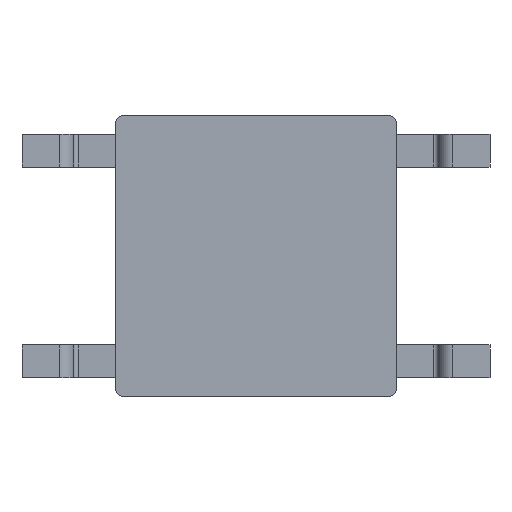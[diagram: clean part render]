
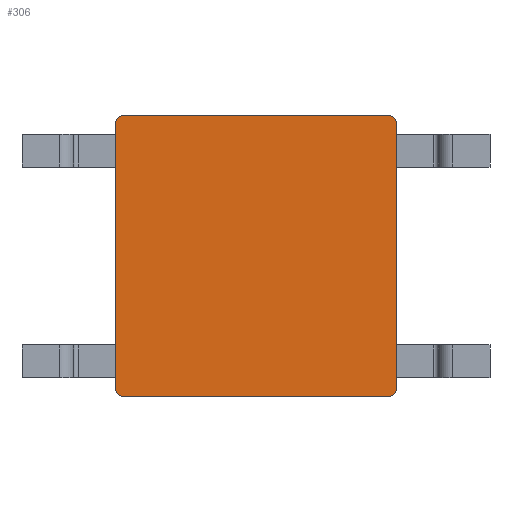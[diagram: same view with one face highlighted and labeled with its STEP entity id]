
A CAD part, front view. The second image highlights one B-rep face of the part: STEP entity #306.
In plain terms, the highlighted planar face has unit normal (0, -1, 0).
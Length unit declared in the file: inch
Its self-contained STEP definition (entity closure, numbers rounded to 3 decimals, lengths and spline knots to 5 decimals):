
#11 = CARTESIAN_POINT ( 'NONE',  ( 0.11811, 0., -0.1122 ) ) ;
#16 = ORIENTED_EDGE ( 'NONE', *, *, #1668, .F. ) ;
#42 = EDGE_CURVE ( 'NONE', #2725, #1090, #1487, .T. ) ;
#43 = CARTESIAN_POINT ( 'NONE',  ( 0.1122, 0., -0.1122 ) ) ;
#104 = DIRECTION ( 'NONE',  ( 0., 0., 1. ) ) ;
#108 = VECTOR ( 'NONE', #687, 39.37008 ) ;
#135 = VECTOR ( 'NONE', #1281, 39.37008 ) ;
#168 = LINE ( 'NONE', #3252, #2028 ) ;
#215 = EDGE_LOOP ( 'NONE', ( #1472, #921, #1405, #2561, #3558, #1029, #16, #1439 ) ) ;
#264 = VERTEX_POINT ( 'NONE', #11 ) ;
#278 = EDGE_CURVE ( 'NONE', #1210, #264, #3173, .T. ) ;
#290 = CIRCLE ( 'NONE', #1726, 0.00591 ) ;
#306 = ADVANCED_FACE ( 'NONE', ( #1376 ), #2711, .F. ) ;
#345 = CARTESIAN_POINT ( 'NONE',  ( 0.1122, 0., 0.11811 ) ) ;
#383 = EDGE_CURVE ( 'NONE', #1119, #1432, #2522, .T. ) ;
#495 = EDGE_CURVE ( 'NONE', #1005, #1090, #3451, .T. ) ;
#528 = CARTESIAN_POINT ( 'NONE',  ( 0., 0., 0. ) ) ;
#536 = CARTESIAN_POINT ( 'NONE',  ( -0.11811, 0., 0.11811 ) ) ;
#538 = CARTESIAN_POINT ( 'NONE',  ( 0.11811, 0., 0.1122 ) ) ;
#660 = CARTESIAN_POINT ( 'NONE',  ( 0.1122, 0., -0.11811 ) ) ;
#687 = DIRECTION ( 'NONE',  ( 0., 0., 1. ) ) ;
#738 = CARTESIAN_POINT ( 'NONE',  ( -0.1122, 0., -0.1122 ) ) ;
#852 = CARTESIAN_POINT ( 'NONE',  ( -0.1122, 0., 0.11811 ) ) ;
#878 = CARTESIAN_POINT ( 'NONE',  ( 0.1122, 0., 0.1122 ) ) ;
#921 = ORIENTED_EDGE ( 'NONE', *, *, #383, .T. ) ;
#1005 = VERTEX_POINT ( 'NONE', #3482 ) ;
#1029 = ORIENTED_EDGE ( 'NONE', *, *, #2809, .T. ) ;
#1090 = VERTEX_POINT ( 'NONE', #1817 ) ;
#1094 = DIRECTION ( 'NONE',  ( 1., 0., 0. ) ) ;
#1119 = VERTEX_POINT ( 'NONE', #538 ) ;
#1198 = DIRECTION ( 'NONE',  ( 0., 0., 1. ) ) ;
#1210 = VERTEX_POINT ( 'NONE', #660 ) ;
#1281 = DIRECTION ( 'NONE',  ( 0., 0., -1. ) ) ;
#1296 = CARTESIAN_POINT ( 'NONE',  ( 0.11811, 0., -0.11811 ) ) ;
#1376 = FACE_OUTER_BOUND ( 'NONE', #215, .T. ) ;
#1403 = CARTESIAN_POINT ( 'NONE',  ( -0.1122, 0., 0.1122 ) ) ;
#1405 = ORIENTED_EDGE ( 'NONE', *, *, #2931, .F. ) ;
#1432 = VERTEX_POINT ( 'NONE', #345 ) ;
#1439 = ORIENTED_EDGE ( 'NONE', *, *, #278, .T. ) ;
#1472 = ORIENTED_EDGE ( 'NONE', *, *, #3485, .F. ) ;
#1487 = CIRCLE ( 'NONE', #1827, 0.00591 ) ;
#1546 = DIRECTION ( 'NONE',  ( 0., -1., 0. ) ) ;
#1668 = EDGE_CURVE ( 'NONE', #1210, #3112, #168, .T. ) ;
#1680 = DIRECTION ( 'NONE',  ( 0., 0., 1. ) ) ;
#1726 = AXIS2_PLACEMENT_3D ( 'NONE', #738, #1546, #104 ) ;
#1817 = CARTESIAN_POINT ( 'NONE',  ( -0.11811, 0., 0.1122 ) ) ;
#1827 = AXIS2_PLACEMENT_3D ( 'NONE', #1403, #3052, #1198 ) ;
#1882 = DIRECTION ( 'NONE',  ( 0., -1., 0. ) ) ;
#1949 = AXIS2_PLACEMENT_3D ( 'NONE', #878, #2815, #1988 ) ;
#1950 = DIRECTION ( 'NONE',  ( 0., 1., 0. ) ) ;
#1988 = DIRECTION ( 'NONE',  ( 0., 0., 1. ) ) ;
#2028 = VECTOR ( 'NONE', #2108, 39.37008 ) ;
#2061 = CARTESIAN_POINT ( 'NONE',  ( -0.11811, 0., -0.11811 ) ) ;
#2108 = DIRECTION ( 'NONE',  ( -1., 0., 0. ) ) ;
#2429 = VECTOR ( 'NONE', #2737, 39.37008 ) ;
#2522 = CIRCLE ( 'NONE', #1949, 0.00591 ) ;
#2561 = ORIENTED_EDGE ( 'NONE', *, *, #42, .T. ) ;
#2711 = PLANE ( 'NONE',  #3230 ) ;
#2725 = VERTEX_POINT ( 'NONE', #852 ) ;
#2736 = CARTESIAN_POINT ( 'NONE',  ( -0.1122, 0., -0.11811 ) ) ;
#2737 = DIRECTION ( 'NONE',  ( 1., 0., 0. ) ) ;
#2753 = AXIS2_PLACEMENT_3D ( 'NONE', #43, #1882, #1680 ) ;
#2809 = EDGE_CURVE ( 'NONE', #1005, #3112, #290, .T. ) ;
#2815 = DIRECTION ( 'NONE',  ( 0., -1., 0. ) ) ;
#2931 = EDGE_CURVE ( 'NONE', #2725, #1432, #3261, .T. ) ;
#3052 = DIRECTION ( 'NONE',  ( 0., -1., 0. ) ) ;
#3112 = VERTEX_POINT ( 'NONE', #2736 ) ;
#3173 = CIRCLE ( 'NONE', #2753, 0.00591 ) ;
#3230 = AXIS2_PLACEMENT_3D ( 'NONE', #528, #1950, #1094 ) ;
#3252 = CARTESIAN_POINT ( 'NONE',  ( -0.11811, 0., -0.11811 ) ) ;
#3261 = LINE ( 'NONE', #536, #2429 ) ;
#3451 = LINE ( 'NONE', #2061, #108 ) ;
#3482 = CARTESIAN_POINT ( 'NONE',  ( -0.11811, 0., -0.1122 ) ) ;
#3485 = EDGE_CURVE ( 'NONE', #1119, #264, #3496, .T. ) ;
#3496 = LINE ( 'NONE', #1296, #135 ) ;
#3558 = ORIENTED_EDGE ( 'NONE', *, *, #495, .F. ) ;
